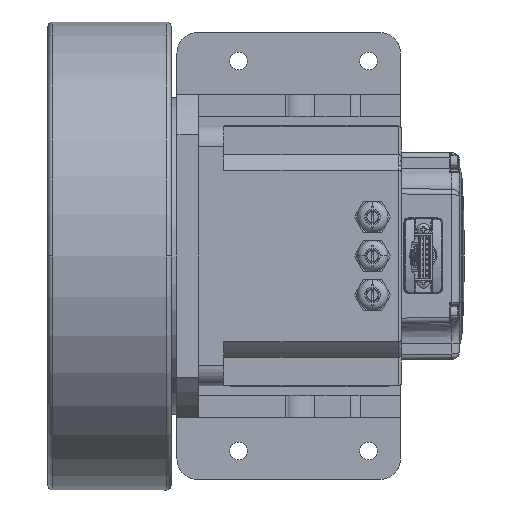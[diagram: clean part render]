
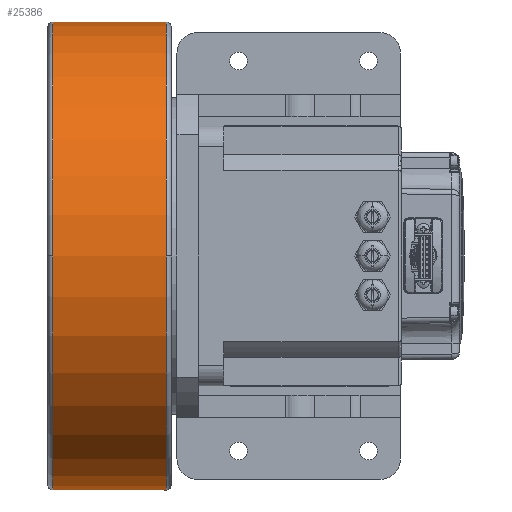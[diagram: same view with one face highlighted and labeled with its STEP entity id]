
A CAD part, front view. The second image highlights one B-rep face of the part: STEP entity #25386.
In plain terms, the highlighted cylindrical face has radius 90 mm (diameter 180 mm), a partial arc.
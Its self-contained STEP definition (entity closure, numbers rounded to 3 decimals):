
#25197=CARTESIAN_POINT('',(-126.3,-46.315,
0.));
#25198=DIRECTION('',(1.,0.,0.));
#25199=DIRECTION('',(0.,1.,0.));
#25200=AXIS2_PLACEMENT_3D('',#25197,#25198,#25199);
#25202=CARTESIAN_POINT('',(-126.3,-46.315,
0.));
#25203=DIRECTION('',(1.,0.,0.));
#25204=DIRECTION('',(0.,0.,-1.));
#25205=AXIS2_PLACEMENT_3D('',#25202,#25203,#25204);
#25217=DIRECTION('',(1.,0.,0.));
#25218=VECTOR('',#25217,43.5);
#25219=CARTESIAN_POINT('',(-169.8,-46.315,90.));
#25220=LINE('',#25219,#25218);
#25221=DIRECTION('',(1.,0.,0.));
#25222=VECTOR('',#25221,43.5);
#25223=CARTESIAN_POINT('',(-169.8,-46.315,-90.));
#25224=LINE('',#25223,#25222);
#25235=CARTESIAN_POINT('',(-169.8,-46.315,
0.));
#25236=DIRECTION('',(-1.,0.,0.));
#25237=DIRECTION('',(0.,1.,0.));
#25238=AXIS2_PLACEMENT_3D('',#25235,#25236,#25237);
#25265=CARTESIAN_POINT('',(-169.8,-46.315,
0.));
#25266=DIRECTION('',(-1.,0.,0.));
#25267=DIRECTION('',(0.,0.,1.));
#25268=AXIS2_PLACEMENT_3D('',#25265,#25266,#25267);
#25308=CARTESIAN_POINT('',(-126.3,43.685,
0.));
#25310=VERTEX_POINT('',#25308);
#25313=CARTESIAN_POINT('',(-169.8,-46.315,-90.));
#25314=CARTESIAN_POINT('',(-126.3,-46.315,-90.));
#25315=VERTEX_POINT('',#25313);
#25316=VERTEX_POINT('',#25314);
#25317=CARTESIAN_POINT('',(-169.8,-46.315,90.));
#25318=CARTESIAN_POINT('',(-126.3,-46.315,90.));
#25319=VERTEX_POINT('',#25317);
#25320=VERTEX_POINT('',#25318);
#25333=CARTESIAN_POINT('',(-169.8,43.685,
0.));
#25334=VERTEX_POINT('',#25333);
#25369=CARTESIAN_POINT('',(130.258,-46.315,
0.));
#25370=DIRECTION('',(-1.,0.,0.));
#25371=DIRECTION('',(0.,0.,1.));
#25372=AXIS2_PLACEMENT_3D('',#25369,#25370,#25371);
#25373=CYLINDRICAL_SURFACE('',#25372,90.);
#25374=ORIENTED_EDGE('',*,*,#25348,.T.);
#25376=ORIENTED_EDGE('',*,*,#25375,.F.);
#25378=ORIENTED_EDGE('',*,*,#25377,.T.);
#25380=ORIENTED_EDGE('',*,*,#25379,.T.);
#25382=ORIENTED_EDGE('',*,*,#25381,.T.);
#25383=ORIENTED_EDGE('',*,*,#25358,.T.);
#25384=EDGE_LOOP('',(#25374,#25376,#25378,#25380,#25382,#25383));
#25385=FACE_OUTER_BOUND('',#25384,.F.);
#25386=ADVANCED_FACE('',(#25385),#25373,.T.);
#25201=CIRCLE('',#25200,90.);
#25206=CIRCLE('',#25205,90.);
#25239=CIRCLE('',#25238,90.);
#25269=CIRCLE('',#25268,90.);
#25348=EDGE_CURVE('',#25310,#25320,#25201,.T.);
#25358=EDGE_CURVE('',#25316,#25310,#25206,.T.);
#25375=EDGE_CURVE('',#25319,#25320,#25220,.T.);
#25377=EDGE_CURVE('',#25319,#25334,#25269,.T.);
#25379=EDGE_CURVE('',#25334,#25315,#25239,.T.);
#25381=EDGE_CURVE('',#25315,#25316,#25224,.T.);
